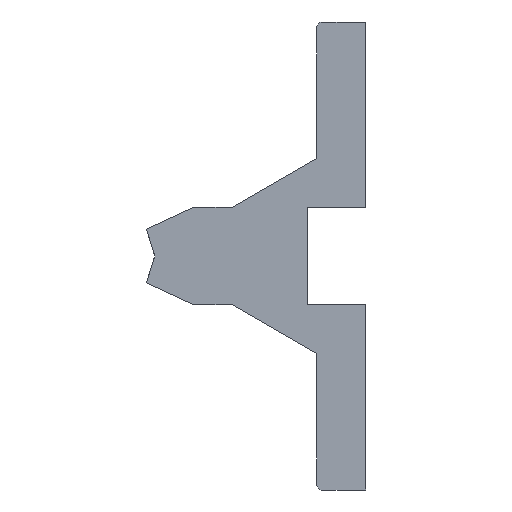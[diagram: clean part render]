
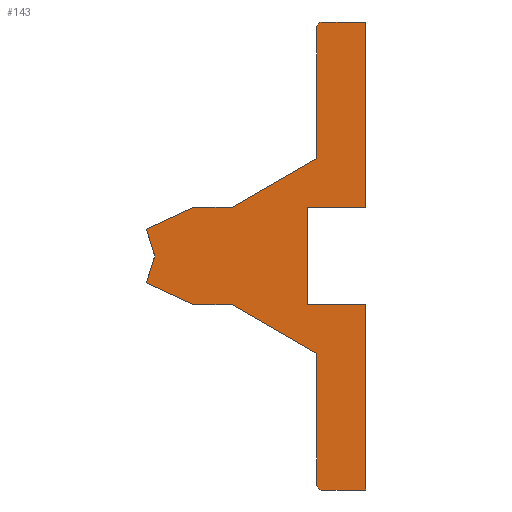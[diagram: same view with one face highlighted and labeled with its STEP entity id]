
A CAD part, left-side view. The second image highlights one B-rep face of the part: STEP entity #143.
In plain terms, the highlighted planar face has unit normal (-1, 0, 0).
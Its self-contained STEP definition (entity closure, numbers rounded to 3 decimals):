
#143 = ADVANCED_FACE( '', ( #311 ), #312, .F. );
#311 = FACE_OUTER_BOUND( '', #479, .T. );
#312 = PLANE( '', #480 );
#479 = EDGE_LOOP( '', ( #1056, #1057, #1058, #1059, #1060, #1061, #1062, #1063, #1064, #1065, #1066, #1067, #1068, #1069, #1070, #1071, #1072, #1073, #1074 ) );
#480 = AXIS2_PLACEMENT_3D( '', #1075, #1076, #1077 );
#1056 = ORIENTED_EDGE( '', *, *, #1272, .F. );
#1057 = ORIENTED_EDGE( '', *, *, #1223, .F. );
#1058 = ORIENTED_EDGE( '', *, *, #1227, .F. );
#1059 = ORIENTED_EDGE( '', *, *, #1230, .F. );
#1060 = ORIENTED_EDGE( '', *, *, #1233, .F. );
#1061 = ORIENTED_EDGE( '', *, *, #1236, .F. );
#1062 = ORIENTED_EDGE( '', *, *, #1239, .F. );
#1063 = ORIENTED_EDGE( '', *, *, #1240, .F. );
#1064 = ORIENTED_EDGE( '', *, *, #1219, .F. );
#1065 = ORIENTED_EDGE( '', *, *, #1243, .F. );
#1066 = ORIENTED_EDGE( '', *, *, #1246, .F. );
#1067 = ORIENTED_EDGE( '', *, *, #1249, .F. );
#1068 = ORIENTED_EDGE( '', *, *, #1252, .F. );
#1069 = ORIENTED_EDGE( '', *, *, #1255, .F. );
#1070 = ORIENTED_EDGE( '', *, *, #1258, .F. );
#1071 = ORIENTED_EDGE( '', *, *, #1261, .F. );
#1072 = ORIENTED_EDGE( '', *, *, #1264, .F. );
#1073 = ORIENTED_EDGE( '', *, *, #1267, .F. );
#1074 = ORIENTED_EDGE( '', *, *, #1270, .F. );
#1075 = CARTESIAN_POINT( '', ( 0., 0., 0. ) );
#1076 = DIRECTION( '', ( 1., 0., 0. ) );
#1077 = DIRECTION( '', ( 0., 0., -1. ) );
#1219 = EDGE_CURVE( '', #1500, #1502, #1503, .T. );
#1223 = EDGE_CURVE( '', #1508, #1510, #1511, .T. );
#1227 = EDGE_CURVE( '', #1515, #1508, #1517, .T. );
#1230 = EDGE_CURVE( '', #1520, #1515, #1522, .T. );
#1233 = EDGE_CURVE( '', #1525, #1520, #1527, .T. );
#1236 = EDGE_CURVE( '', #1530, #1525, #1532, .T. );
#1239 = EDGE_CURVE( '', #1534, #1530, #1536, .T. );
#1240 = EDGE_CURVE( '', #1502, #1534, #1537, .T. );
#1243 = EDGE_CURVE( '', #1540, #1500, #1542, .T. );
#1246 = EDGE_CURVE( '', #1545, #1540, #1547, .T. );
#1249 = EDGE_CURVE( '', #1550, #1545, #1552, .T. );
#1252 = EDGE_CURVE( '', #1555, #1550, #1557, .T. );
#1255 = EDGE_CURVE( '', #1560, #1555, #1562, .T. );
#1258 = EDGE_CURVE( '', #1565, #1560, #1567, .T. );
#1261 = EDGE_CURVE( '', #1570, #1565, #1572, .T. );
#1264 = EDGE_CURVE( '', #1575, #1570, #1577, .T. );
#1267 = EDGE_CURVE( '', #1580, #1575, #1582, .T. );
#1270 = EDGE_CURVE( '', #1585, #1580, #1587, .T. );
#1272 = EDGE_CURVE( '', #1510, #1585, #1589, .T. );
#1500 = VERTEX_POINT( '', #1873 );
#1502 = VERTEX_POINT( '', #1876 );
#1503 = LINE( '', #1877, #1878 );
#1508 = VERTEX_POINT( '', #1885 );
#1510 = VERTEX_POINT( '', #1888 );
#1511 = LINE( '', #1889, #1890 );
#1515 = VERTEX_POINT( '', #1895 );
#1517 = CIRCLE( '', #1898, 0.5 );
#1520 = VERTEX_POINT( '', #1902 );
#1522 = LINE( '', #1905, #1906 );
#1525 = VERTEX_POINT( '', #1910 );
#1527 = LINE( '', #1913, #1914 );
#1530 = VERTEX_POINT( '', #1918 );
#1532 = LINE( '', #1921, #1922 );
#1534 = VERTEX_POINT( '', #1925 );
#1536 = LINE( '', #1928, #1929 );
#1537 = LINE( '', #1930, #1931 );
#1540 = VERTEX_POINT( '', #1935 );
#1542 = LINE( '', #1938, #1939 );
#1545 = VERTEX_POINT( '', #1943 );
#1547 = LINE( '', #1946, #1947 );
#1550 = VERTEX_POINT( '', #1951 );
#1552 = LINE( '', #1954, #1955 );
#1555 = VERTEX_POINT( '', #1959 );
#1557 = LINE( '', #1962, #1963 );
#1560 = VERTEX_POINT( '', #1966 );
#1562 = CIRCLE( '', #1969, 0.5 );
#1565 = VERTEX_POINT( '', #1973 );
#1567 = LINE( '', #1976, #1977 );
#1570 = VERTEX_POINT( '', #1981 );
#1572 = LINE( '', #1984, #1985 );
#1575 = VERTEX_POINT( '', #1989 );
#1577 = LINE( '', #1992, #1993 );
#1580 = VERTEX_POINT( '', #1997 );
#1582 = LINE( '', #2000, #2001 );
#1585 = VERTEX_POINT( '', #2005 );
#1587 = LINE( '', #2008, #2009 );
#1589 = LINE( '', #2012, #2013 );
#1873 = CARTESIAN_POINT( '', ( 0., 22.479, -2.75 ) );
#1876 = CARTESIAN_POINT( '', ( 0., 21.612, 0. ) );
#1877 = CARTESIAN_POINT( '', ( 0., 22.479, -2.75 ) );
#1878 = VECTOR( '', #2323, 1. );
#1885 = CARTESIAN_POINT( '', ( 0., 4.5, 24. ) );
#1888 = CARTESIAN_POINT( '', ( 0., 0., 24. ) );
#1889 = CARTESIAN_POINT( '', ( 0., 4.5, 24. ) );
#1890 = VECTOR( '', #2327, 1. );
#1895 = CARTESIAN_POINT( '', ( 0., 5., 23.5 ) );
#1898 = AXIS2_PLACEMENT_3D( '', #2333, #2334, #2335 );
#1902 = CARTESIAN_POINT( '', ( 0., 5., 10. ) );
#1905 = CARTESIAN_POINT( '', ( 0., 5., 10. ) );
#1906 = VECTOR( '', #2338, 1. );
#1910 = CARTESIAN_POINT( '', ( 0., 13.66, 5. ) );
#1913 = CARTESIAN_POINT( '', ( 0., 13.66, 5. ) );
#1914 = VECTOR( '', #2341, 1. );
#1918 = CARTESIAN_POINT( '', ( 0., 17.654, 5. ) );
#1921 = CARTESIAN_POINT( '', ( 0., 17.654, 5. ) );
#1922 = VECTOR( '', #2344, 1. );
#1925 = CARTESIAN_POINT( '', ( 0., 22.479, 2.75 ) );
#1928 = CARTESIAN_POINT( '', ( 0., 22.479, 2.75 ) );
#1929 = VECTOR( '', #2347, 1. );
#1930 = CARTESIAN_POINT( '', ( 0., 21.612, 0. ) );
#1931 = VECTOR( '', #2348, 1. );
#1935 = CARTESIAN_POINT( '', ( 0., 17.654, -5. ) );
#1938 = CARTESIAN_POINT( '', ( 0., 17.654, -5. ) );
#1939 = VECTOR( '', #2351, 1. );
#1943 = CARTESIAN_POINT( '', ( 0., 13.66, -5. ) );
#1946 = CARTESIAN_POINT( '', ( 0., 13.66, -5. ) );
#1947 = VECTOR( '', #2354, 1. );
#1951 = CARTESIAN_POINT( '', ( 0., 5., -10. ) );
#1954 = CARTESIAN_POINT( '', ( 0., 5., -10. ) );
#1955 = VECTOR( '', #2357, 1. );
#1959 = CARTESIAN_POINT( '', ( 0., 5., -23.5 ) );
#1962 = CARTESIAN_POINT( '', ( 0., 5., -23.5 ) );
#1963 = VECTOR( '', #2360, 1. );
#1966 = CARTESIAN_POINT( '', ( 0., 4.5, -24. ) );
#1969 = AXIS2_PLACEMENT_3D( '', #2365, #2366, #2367 );
#1973 = CARTESIAN_POINT( '', ( 0., 0., -24. ) );
#1976 = CARTESIAN_POINT( '', ( 0., 0., -24. ) );
#1977 = VECTOR( '', #2370, 1. );
#1981 = CARTESIAN_POINT( '', ( 0., 0., -5. ) );
#1984 = CARTESIAN_POINT( '', ( 0., 0., -5. ) );
#1985 = VECTOR( '', #2373, 1. );
#1989 = CARTESIAN_POINT( '', ( 0., 6., -5. ) );
#1992 = CARTESIAN_POINT( '', ( 0., 6., -5. ) );
#1993 = VECTOR( '', #2376, 1. );
#1997 = CARTESIAN_POINT( '', ( 0., 6., 5. ) );
#2000 = CARTESIAN_POINT( '', ( 0., 6., 5. ) );
#2001 = VECTOR( '', #2379, 1. );
#2005 = CARTESIAN_POINT( '', ( 0., 0., 5. ) );
#2008 = CARTESIAN_POINT( '', ( 0., 0., 5. ) );
#2009 = VECTOR( '', #2382, 1. );
#2012 = CARTESIAN_POINT( '', ( 0., 0., 24. ) );
#2013 = VECTOR( '', #2384, 1. );
#2323 = DIRECTION( '', ( 0., -0.301, 0.954 ) );
#2327 = DIRECTION( '', ( 0., -1., 0. ) );
#2333 = CARTESIAN_POINT( '', ( 0., 4.5, 23.5 ) );
#2334 = DIRECTION( '', ( 1., 0., 0. ) );
#2335 = DIRECTION( '', ( 0., 1., 0. ) );
#2338 = DIRECTION( '', ( 0., 0., 1. ) );
#2341 = DIRECTION( '', ( 0., -0.866, 0.5 ) );
#2344 = DIRECTION( '', ( 0., -1., 0. ) );
#2347 = DIRECTION( '', ( 0., -0.906, 0.423 ) );
#2348 = DIRECTION( '', ( 0., 0.301, 0.954 ) );
#2351 = DIRECTION( '', ( 0., 0.906, 0.423 ) );
#2354 = DIRECTION( '', ( 0., 1., 0. ) );
#2357 = DIRECTION( '', ( 0., 0.866, 0.5 ) );
#2360 = DIRECTION( '', ( 0., 0., 1. ) );
#2365 = CARTESIAN_POINT( '', ( 0., 4.5, -23.5 ) );
#2366 = DIRECTION( '', ( 1., 0., 0. ) );
#2367 = DIRECTION( '', ( 0., 0., -1. ) );
#2370 = DIRECTION( '', ( 0., 1., 0. ) );
#2373 = DIRECTION( '', ( 0., 0., -1. ) );
#2376 = DIRECTION( '', ( 0., -1., 0. ) );
#2379 = DIRECTION( '', ( 0., 0., -1. ) );
#2382 = DIRECTION( '', ( 0., 1., 0. ) );
#2384 = DIRECTION( '', ( 0., 0., -1. ) );
